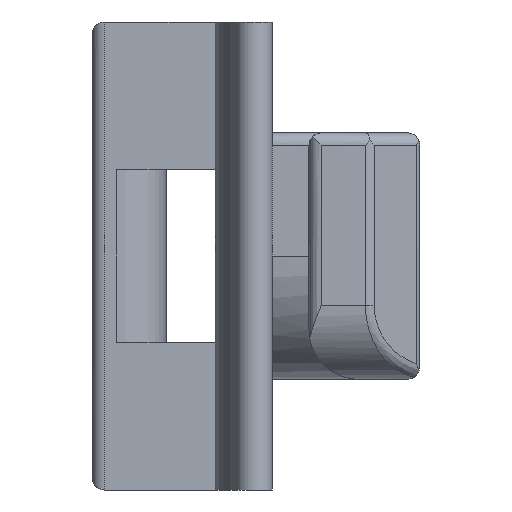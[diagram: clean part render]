
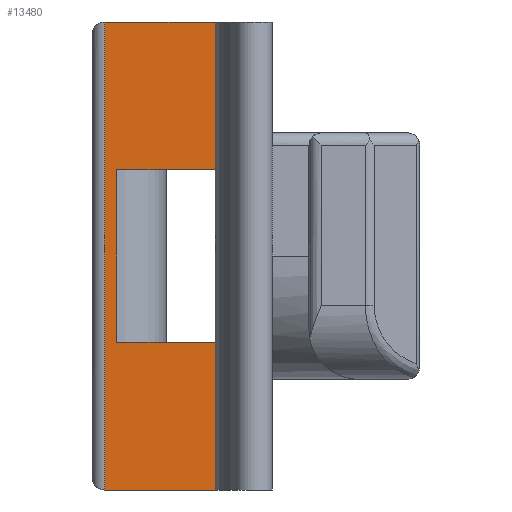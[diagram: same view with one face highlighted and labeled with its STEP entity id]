
A CAD part, left-side view. The second image highlights one B-rep face of the part: STEP entity #13480.
In plain terms, the highlighted planar face has unit normal (-1, 0, 0).
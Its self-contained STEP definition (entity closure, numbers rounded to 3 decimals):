
#12600=CARTESIAN_POINT('',(-9.5,6.5,0.));
#12610=VERTEX_POINT('',#12600);
#12770=CARTESIAN_POINT('',(-9.5,6.5,19.));
#12780=VERTEX_POINT('',#12770);
#12810=CARTESIAN_POINT('',(-9.5,6.5,1.5));
#12820=DIRECTION('',(0.,0.,1.));
#12830=VECTOR('',#12820,1.);
#12840=LINE('',#12810,#12830);
#12850=EDGE_CURVE('',#12610,#12780,#12840,.T.);
#12900=CARTESIAN_POINT('',(-9.5,1.655,1.34));
#12910=DIRECTION('',(-1.,0.,0.));
#12920=DIRECTION('',(0.,1.,0.));
#12930=AXIS2_PLACEMENT_3D('',#12900,#12910,#12920);
#12940=PLANE('',#12930);
#12950=CARTESIAN_POINT('',(-9.5,6.,0.));
#12960=DIRECTION('',(0.,0.,1.));
#12970=VECTOR('',#12960,1.);
#12980=LINE('',#12950,#12970);
#12990=CARTESIAN_POINT('',(-9.5,6.,6.));
#13000=VERTEX_POINT('',#12990);
#13010=CARTESIAN_POINT('',(-9.5,6.,13.));
#13020=VERTEX_POINT('',#13010);
#13030=EDGE_CURVE('',#13000,#13020,#12980,.T.);
#13040=ORIENTED_EDGE('',*,*,#13030,.T.);
#13050=CARTESIAN_POINT('',(-9.5,-0.3,6.));
#13060=DIRECTION('',(0.,-1.,0.));
#13070=VECTOR('',#13060,1.);
#13080=LINE('',#13050,#13070);
#13090=CARTESIAN_POINT('',(-9.5,2.,6.));
#13100=VERTEX_POINT('',#13090);
#13110=EDGE_CURVE('',#13000,#13100,#13080,.T.);
#13120=ORIENTED_EDGE('',*,*,#13110,.F.);
#13130=CARTESIAN_POINT('',(-9.5,2.,0.));
#13140=DIRECTION('',(0.,0.,1.));
#13150=VECTOR('',#13140,1.);
#13160=LINE('',#13130,#13150);
#13170=CARTESIAN_POINT('',(-9.5,2.,0.));
#13180=VERTEX_POINT('',#13170);
#13190=EDGE_CURVE('',#13180,#13100,#13160,.T.);
#13200=ORIENTED_EDGE('',*,*,#13190,.T.);
#13210=CARTESIAN_POINT('',(-9.5,-0.3,0.));
#13220=DIRECTION('',(0.,-1.,0.));
#13230=VECTOR('',#13220,1.);
#13240=LINE('',#13210,#13230);
#13250=EDGE_CURVE('',#12610,#13180,#13240,.T.);
#13260=ORIENTED_EDGE('',*,*,#13250,.T.);
#13270=ORIENTED_EDGE('',*,*,#12850,.F.);
#13280=CARTESIAN_POINT('',(-9.5,-0.3,19.));
#13290=DIRECTION('',(0.,-1.,0.));
#13300=VECTOR('',#13290,1.);
#13310=LINE('',#13280,#13300);
#13320=CARTESIAN_POINT('',(-9.5,2.,19.));
#13330=VERTEX_POINT('',#13320);
#13340=EDGE_CURVE('',#12780,#13330,#13310,.T.);
#13350=ORIENTED_EDGE('',*,*,#13340,.F.);
#13360=CARTESIAN_POINT('',(-9.5,2.,13.));
#13370=VERTEX_POINT('',#13360);
#13380=EDGE_CURVE('',#13370,#13330,#13160,.T.);
#13390=ORIENTED_EDGE('',*,*,#13380,.T.);
#13400=CARTESIAN_POINT('',(-9.5,-0.3,13.));
#13410=DIRECTION('',(0.,1.,0.));
#13420=VECTOR('',#13410,1.);
#13430=LINE('',#13400,#13420);
#13440=EDGE_CURVE('',#13370,#13020,#13430,.T.);
#13450=ORIENTED_EDGE('',*,*,#13440,.F.);
#13460=EDGE_LOOP('',(#13450,#13390,#13350,#13270,#13260,#13200,#13120,
#13040));
#13470=FACE_OUTER_BOUND('',#13460,.T.);
#13480=ADVANCED_FACE('',(#13470),#12940,.T.);
